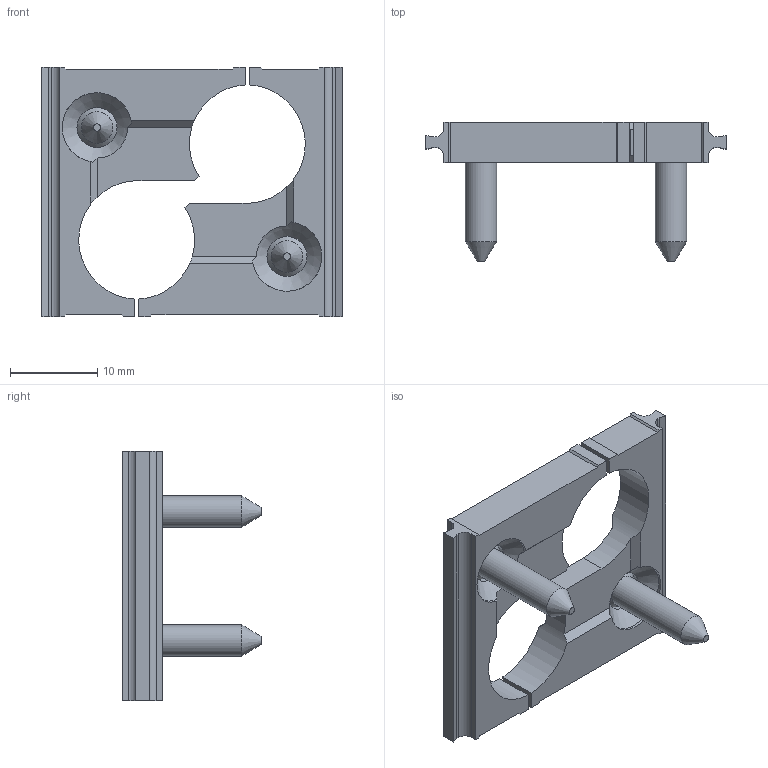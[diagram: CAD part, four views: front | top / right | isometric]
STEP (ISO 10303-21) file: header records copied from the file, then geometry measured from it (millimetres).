
FILE_DESCRIPTION(/* description */ (''),/* implementation_level */ '2;1');
FILE_NAME(/* name */ '100228228ugm000_d.stp',/* time_stamp */ '2019-10-31T13:51:26+01:00',/* author */ (''),/* organization */ (''),/* preprocessor_version */ 'ST-DEVELOPER v16.7',/* originating_system */ 'SIEMENS PLM Software NX 12.0',/* authorisation */ '');
FILE_SCHEMA (('AUTOMOTIVE_DESIGN { 1 0 10303 214 3 1 1 1 }'));
Length unit declared in the file: millimetre
Products named in the file (1): 100228228ugm000_d
Bounding box: 34.5 x 16 x 28.6 mm (x, y, z)
Volume: 2619.4 mm3; surface area: 2822.4 mm2
Topology: 4 solids, 4 shells, 223 faces, 606 edges, 403 vertices
Faces by surface type: plane 175, cylinder 28, cone 18, extrusion 2
Full cylindrical faces by diameter (mm): 0.484 x1, 0.572 x1, 3.6 x2, 4.6 x2, 7.3 x2
Entity records: 8038 total; most frequent: CARTESIAN_POINT 1526, ORIENTED_EDGE 1160, DIRECTION 1079, EDGE_CURVE 580, VECTOR 423, LINE 421, VERTEX_POINT 396, AXIS2_PLACEMENT_3D 328
